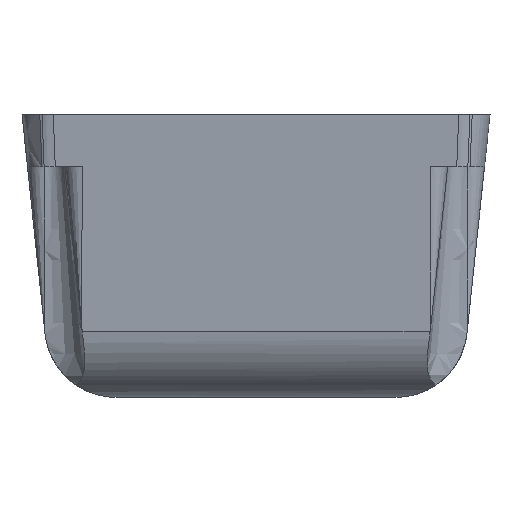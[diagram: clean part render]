
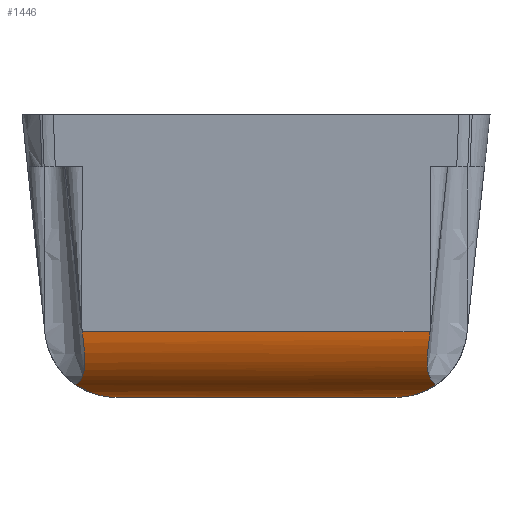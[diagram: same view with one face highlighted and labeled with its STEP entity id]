
A CAD part, left-side view. The second image highlights one B-rep face of the part: STEP entity #1446.
In plain terms, the highlighted cylindrical face has radius 15.953 mm (diameter 31.906 mm), a partial arc.
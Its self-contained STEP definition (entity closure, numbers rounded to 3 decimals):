
#60=CYLINDRICAL_SURFACE('',#1542,15.953);
#98=FACE_OUTER_BOUND('',#174,.T.);
#174=EDGE_LOOP('',(#1087,#1088,#1089,#1090,#1091,#1092));
#243=LINE('',#3048,#293);
#293=VECTOR('',#1652,10.);
#351=B_SPLINE_CURVE_WITH_KNOTS('',3,(#1868,#1869,#1870,#1871,#1872,#1873,
#1874,#1875,#1876,#1877,#1878,#1879),.UNSPECIFIED.,.F.,.F.,(4,2,2,2,2,4),
(4.98,5.159,5.338,5.696,6.054,
6.07),.UNSPECIFIED.);
#368=B_SPLINE_CURVE_WITH_KNOTS('',3,(#2159,#2160,#2161,#2162,#2163,#2164,
#2165,#2166,#2167,#2168,#2169,#2170),.UNSPECIFIED.,.F.,.F.,(4,2,2,2,2,4),
(3.879,3.913,4.266,4.619,4.795,
4.971),.UNSPECIFIED.);
#392=B_SPLINE_CURVE_WITH_KNOTS('',3,(#2678,#2679,#2680,#2681,#2682,#2683,
#2684,#2685,#2686,#2687,#2688,#2689,#2690,#2691),.UNSPECIFIED.,.F.,.F.,
(4,2,2,2,2,2,4),(0.992,1.001,1.262,1.784,
1.985,2.186,2.262),.UNSPECIFIED.);
#400=B_SPLINE_CURVE_WITH_KNOTS('',3,(#2815,#2816,#2817,#2818),
 .UNSPECIFIED.,.F.,.F.,(4,4),(-22.4,-3.268),
 .UNSPECIFIED.);
#416=B_SPLINE_CURVE_WITH_KNOTS('',3,(#3033,#3034,#3035,#3036,#3037,#3038,
#3039,#3040,#3041,#3042,#3043,#3044,#3045,#3046),.UNSPECIFIED.,.F.,.F.,
(4,2,2,2,2,2,4),(3.58,3.649,3.852,4.055,
4.582,4.845,4.852),.UNSPECIFIED.);
#522=VERTEX_POINT('',#1852);
#523=VERTEX_POINT('',#1867);
#543=VERTEX_POINT('',#2156);
#544=VERTEX_POINT('',#2158);
#569=VERTEX_POINT('',#2677);
#579=VERTEX_POINT('',#2814);
#692=EDGE_CURVE('',#523,#522,#351,.T.);
#717=EDGE_CURVE('',#544,#543,#368,.T.);
#752=EDGE_CURVE('',#569,#544,#392,.T.);
#764=EDGE_CURVE('',#569,#579,#400,.T.);
#785=EDGE_CURVE('',#522,#579,#416,.T.);
#786=EDGE_CURVE('',#523,#543,#243,.T.);
#1087=ORIENTED_EDGE('',*,*,#752,.T.);
#1088=ORIENTED_EDGE('',*,*,#717,.T.);
#1089=ORIENTED_EDGE('',*,*,#786,.F.);
#1090=ORIENTED_EDGE('',*,*,#692,.T.);
#1091=ORIENTED_EDGE('',*,*,#785,.T.);
#1092=ORIENTED_EDGE('',*,*,#764,.F.);
#1446=ADVANCED_FACE('',(#98),#60,.T.);
#1542=AXIS2_PLACEMENT_3D('',#3047,#1650,#1651);
#1650=DIRECTION('center_axis',(0.,-1.,0.));
#1651=DIRECTION('ref_axis',(-0.23,0.,-0.973));
#1652=DIRECTION('',(0.,1.,0.));
#1852=CARTESIAN_POINT('',(-68.526,1.021,-54.531));
#1867=CARTESIAN_POINT('',(-63.024,9.098,-57.));
#1868=CARTESIAN_POINT('Ctrl Pts',(-63.024,9.098,-57.));
#1869=CARTESIAN_POINT('Ctrl Pts',(-63.024,8.501,-57.));
#1870=CARTESIAN_POINT('Ctrl Pts',(-63.172,7.993,-56.966));
#1871=CARTESIAN_POINT('Ctrl Pts',(-63.577,7.038,-56.86));
#1872=CARTESIAN_POINT('Ctrl Pts',(-63.837,6.594,-56.788));
#1873=CARTESIAN_POINT('Ctrl Pts',(-64.711,5.278,-56.515));
#1874=CARTESIAN_POINT('Ctrl Pts',(-65.409,4.437,-56.258));
#1875=CARTESIAN_POINT('Ctrl Pts',(-66.889,2.749,-55.562));
#1876=CARTESIAN_POINT('Ctrl Pts',(-67.667,1.917,-55.125));
#1877=CARTESIAN_POINT('Ctrl Pts',(-68.46,1.089,-54.576));
#1878=CARTESIAN_POINT('Ctrl Pts',(-68.493,1.055,-54.554));
#1879=CARTESIAN_POINT('Ctrl Pts',(-68.526,1.021,-54.531));
#2156=CARTESIAN_POINT('',(-63.024,65.519,-57.));
#2158=CARTESIAN_POINT('',(-68.563,73.62,-54.504));
#2159=CARTESIAN_POINT('Ctrl Pts',(-68.563,73.62,-54.504));
#2160=CARTESIAN_POINT('Ctrl Pts',(-68.492,73.545,-54.555));
#2161=CARTESIAN_POINT('Ctrl Pts',(-68.42,73.47,-54.605));
#2162=CARTESIAN_POINT('Ctrl Pts',(-67.595,72.609,-55.167));
#2163=CARTESIAN_POINT('Ctrl Pts',(-66.828,71.787,-55.594));
#2164=CARTESIAN_POINT('Ctrl Pts',(-65.368,70.118,-56.274));
#2165=CARTESIAN_POINT('Ctrl Pts',(-64.68,69.286,-56.525));
#2166=CARTESIAN_POINT('Ctrl Pts',(-63.821,67.985,-56.793));
#2167=CARTESIAN_POINT('Ctrl Pts',(-63.565,67.545,-56.864));
#2168=CARTESIAN_POINT('Ctrl Pts',(-63.169,66.603,-56.966));
#2169=CARTESIAN_POINT('Ctrl Pts',(-63.025,66.103,-57.));
#2170=CARTESIAN_POINT('Ctrl Pts',(-63.024,65.519,-57.));
#2677=CARTESIAN_POINT('',(-75.142,72.334,-43.808));
#2678=CARTESIAN_POINT('Ctrl Pts',(-75.142,72.334,-43.808));
#2679=CARTESIAN_POINT('Ctrl Pts',(-75.137,72.33,-43.839));
#2680=CARTESIAN_POINT('Ctrl Pts',(-75.132,72.326,-43.871));
#2681=CARTESIAN_POINT('Ctrl Pts',(-74.989,72.212,-44.801));
#2682=CARTESIAN_POINT('Ctrl Pts',(-74.771,72.098,-45.7));
#2683=CARTESIAN_POINT('Ctrl Pts',(-73.888,71.811,-48.318));
#2684=CARTESIAN_POINT('Ctrl Pts',(-72.983,71.698,-49.953));
#2685=CARTESIAN_POINT('Ctrl Pts',(-71.507,71.981,-51.837));
#2686=CARTESIAN_POINT('Ctrl Pts',(-71.027,72.118,-52.376));
#2687=CARTESIAN_POINT('Ctrl Pts',(-70.037,72.549,-53.347));
#2688=CARTESIAN_POINT('Ctrl Pts',(-69.527,72.846,-53.78));
#2689=CARTESIAN_POINT('Ctrl Pts',(-68.902,73.323,-54.26));
#2690=CARTESIAN_POINT('Ctrl Pts',(-68.731,73.466,-54.386));
#2691=CARTESIAN_POINT('Ctrl Pts',(-68.563,73.62,-54.504));
#2814=CARTESIAN_POINT('',(-75.142,2.18,-43.808));
#2815=CARTESIAN_POINT('Ctrl Pts',(-75.142,72.334,-43.808));
#2816=CARTESIAN_POINT('Ctrl Pts',(-75.142,48.949,-43.808));
#2817=CARTESIAN_POINT('Ctrl Pts',(-75.142,25.564,-43.808));
#2818=CARTESIAN_POINT('Ctrl Pts',(-75.142,2.18,-43.808));
#3033=CARTESIAN_POINT('Ctrl Pts',(-68.526,1.021,-54.531));
#3034=CARTESIAN_POINT('Ctrl Pts',(-68.679,1.157,-54.423));
#3035=CARTESIAN_POINT('Ctrl Pts',(-68.835,1.283,-54.309));
#3036=CARTESIAN_POINT('Ctrl Pts',(-69.455,1.746,-53.84));
#3037=CARTESIAN_POINT('Ctrl Pts',(-69.975,2.041,-53.403));
#3038=CARTESIAN_POINT('Ctrl Pts',(-70.984,2.465,-52.422));
#3039=CARTESIAN_POINT('Ctrl Pts',(-71.472,2.596,-51.878));
#3040=CARTESIAN_POINT('Ctrl Pts',(-72.969,2.859,-49.979));
#3041=CARTESIAN_POINT('Ctrl Pts',(-73.882,2.73,-48.333));
#3042=CARTESIAN_POINT('Ctrl Pts',(-74.772,2.424,-45.698));
#3043=CARTESIAN_POINT('Ctrl Pts',(-74.991,2.304,-44.792));
#3044=CARTESIAN_POINT('Ctrl Pts',(-75.134,2.186,-43.861));
#3045=CARTESIAN_POINT('Ctrl Pts',(-75.138,2.183,-43.834));
#3046=CARTESIAN_POINT('Ctrl Pts',(-75.142,2.18,-43.808));
#3047=CARTESIAN_POINT('Origin',(-59.36,100.,-41.473));
#3048=CARTESIAN_POINT('',(-63.024,100.,-57.));
